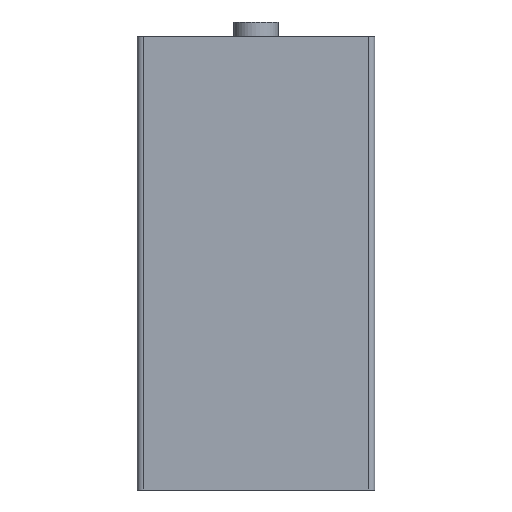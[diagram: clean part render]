
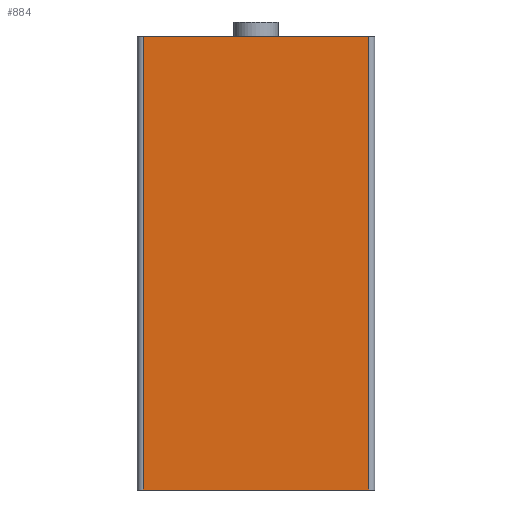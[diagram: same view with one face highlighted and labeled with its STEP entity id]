
A CAD part, front view. The second image highlights one B-rep face of the part: STEP entity #884.
In plain terms, the highlighted planar face has unit normal (0, -1, 0).
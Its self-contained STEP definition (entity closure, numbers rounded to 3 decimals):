
#32=PLANE('',#970);
#59=LINE('',#1413,#117);
#60=LINE('',#1415,#118);
#61=LINE('',#1417,#119);
#62=LINE('',#1419,#120);
#117=VECTOR('',#1107,1000.);
#118=VECTOR('',#1110,1000.);
#119=VECTOR('',#1111,1000.);
#120=VECTOR('',#1112,1000.);
#182=ORIENTED_EDGE('',*,*,#426,.F.);
#183=ORIENTED_EDGE('',*,*,#425,.F.);
#184=ORIENTED_EDGE('',*,*,#427,.T.);
#185=ORIENTED_EDGE('',*,*,#428,.T.);
#425=EDGE_CURVE('',#546,#545,#59,.T.);
#426=EDGE_CURVE('',#545,#547,#60,.T.);
#427=EDGE_CURVE('',#546,#548,#61,.T.);
#428=EDGE_CURVE('',#548,#547,#62,.T.);
#545=VERTEX_POINT('',#1410);
#546=VERTEX_POINT('',#1412);
#547=VERTEX_POINT('',#1416);
#548=VERTEX_POINT('',#1418);
#696=EDGE_LOOP('',(#182,#183,#184,#185));
#774=FACE_BOUND('',#696,.T.);
#884=ADVANCED_FACE('',(#774),#32,.T.);
#970=AXIS2_PLACEMENT_3D('',#1414,#1108,#1109);
#1107=DIRECTION('',(0.,0.,1.));
#1108=DIRECTION('',(0.,-1.,0.));
#1109=DIRECTION('',(0.,0.,-1.));
#1110=DIRECTION('',(1.,0.,0.));
#1111=DIRECTION('',(1.,0.,0.));
#1112=DIRECTION('',(0.,0.,1.));
#1410=CARTESIAN_POINT('',(-7.6,-8.,0.));
#1412=CARTESIAN_POINT('',(-7.6,-8.,-30.5));
#1413=CARTESIAN_POINT('',(-7.6,-8.,-30.5));
#1414=CARTESIAN_POINT('',(-7.6,-8.,-30.5));
#1415=CARTESIAN_POINT('',(-7.6,-8.,0.));
#1416=CARTESIAN_POINT('',(7.6,-8.,0.));
#1417=CARTESIAN_POINT('',(-7.6,-8.,-30.5));
#1418=CARTESIAN_POINT('',(7.6,-8.,-30.5));
#1419=CARTESIAN_POINT('',(7.6,-8.,-30.5));
